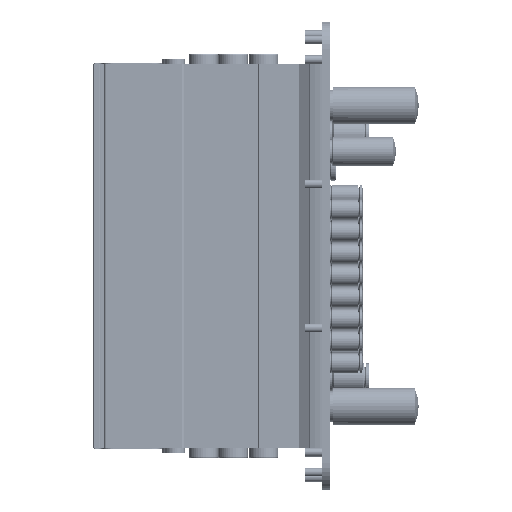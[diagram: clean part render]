
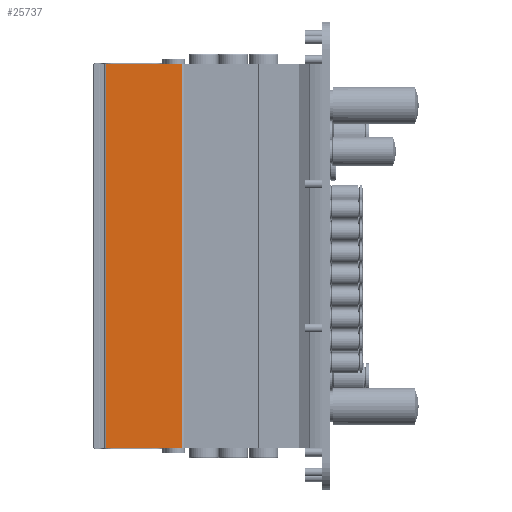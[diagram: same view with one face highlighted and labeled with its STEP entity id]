
A CAD part, front view. The second image highlights one B-rep face of the part: STEP entity #25737.
In plain terms, the highlighted planar face has unit normal (0, -1, 0).
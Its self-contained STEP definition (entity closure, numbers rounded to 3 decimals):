
#4292=FACE_OUTER_BOUND('',#6272,.T.);
#6272=EDGE_LOOP('',(#19485,#19486,#19487,#19488));
#8436=LINE('',#40940,#10276);
#8437=LINE('',#40944,#10277);
#8438=LINE('',#40946,#10278);
#8439=LINE('',#40947,#10279);
#10276=VECTOR('',#32597,10.);
#10277=VECTOR('',#32602,10.);
#10278=VECTOR('',#32603,10.);
#10279=VECTOR('',#32604,10.);
#12378=VERTEX_POINT('',#40937);
#12379=VERTEX_POINT('',#40939);
#12380=VERTEX_POINT('',#40943);
#12381=VERTEX_POINT('',#40945);
#15147=EDGE_CURVE('',#12379,#12378,#8436,.T.);
#15149=EDGE_CURVE('',#12378,#12380,#8437,.T.);
#15150=EDGE_CURVE('',#12381,#12380,#8438,.T.);
#15151=EDGE_CURVE('',#12381,#12379,#8439,.T.);
#19485=ORIENTED_EDGE('',*,*,#15149,.T.);
#19486=ORIENTED_EDGE('',*,*,#15150,.F.);
#19487=ORIENTED_EDGE('',*,*,#15151,.T.);
#19488=ORIENTED_EDGE('',*,*,#15147,.T.);
#24595=PLANE('',#27954);
#25737=ADVANCED_FACE('',(#4292),#24595,.T.);
#27954=AXIS2_PLACEMENT_3D('',#40942,#32600,#32601);
#32597=DIRECTION('',(0.,0.,1.));
#32600=DIRECTION('center_axis',(0.,-1.,0.));
#32601=DIRECTION('ref_axis',(0.,0.,-1.));
#32602=DIRECTION('',(-1.,0.,0.));
#32603=DIRECTION('',(0.,0.,1.));
#32604=DIRECTION('',(1.,0.,0.));
#40937=CARTESIAN_POINT('',(105.5,-23.,184.));
#40939=CARTESIAN_POINT('',(105.5,-23.,0.));
#40940=CARTESIAN_POINT('',(105.5,-23.,0.));
#40942=CARTESIAN_POINT('Origin',(105.5,-23.,0.));
#40943=CARTESIAN_POINT('',(69.,-23.,184.));
#40944=CARTESIAN_POINT('',(69.,-23.,184.));
#40945=CARTESIAN_POINT('',(69.,-23.,0.));
#40946=CARTESIAN_POINT('',(69.,-23.,0.));
#40947=CARTESIAN_POINT('',(69.,-23.,0.));
